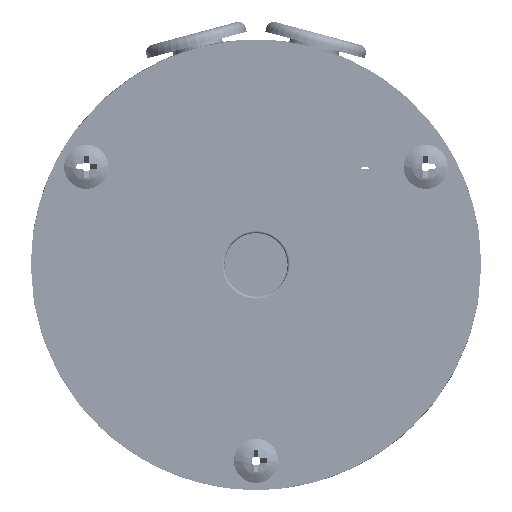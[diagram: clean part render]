
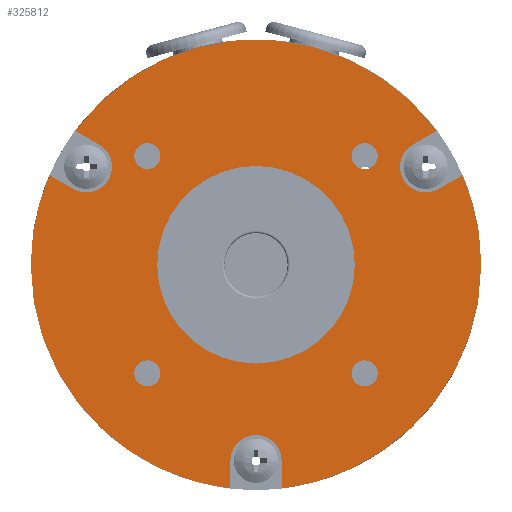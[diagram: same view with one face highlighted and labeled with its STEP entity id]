
A CAD part, left-side view. The second image highlights one B-rep face of the part: STEP entity #325812.
In plain terms, the highlighted planar face has unit normal (-1, 0, 0).
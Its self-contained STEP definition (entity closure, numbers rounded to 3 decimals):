
#324775=CARTESIAN_POINT('',(-90.6,0.,0.));
#324776=DIRECTION('',(1.,0.,0.));
#324777=DIRECTION('',(0.,1.,0.));
#324778=AXIS2_PLACEMENT_3D('',#324775,#324776,#324777);
#324788=CARTESIAN_POINT('',(-90.6,0.,0.));
#324789=DIRECTION('',(-1.,0.,0.));
#324790=DIRECTION('',(0.,1.,0.));
#324791=AXIS2_PLACEMENT_3D('',#324788,#324789,#324790);
#324859=DIRECTION('',(0.,-0.866,0.5));
#324860=VECTOR('',#324859,3.514);
#324861=CARTESIAN_POINT('',(-90.6,-23.102,9.585));
#324862=LINE('',#324861,#324860);
#324863=CARTESIAN_POINT('',(-90.6,0.,0.));
#324864=DIRECTION('',(1.,0.,0.));
#324865=DIRECTION('',(0.,-0.917,0.398));
#324866=AXIS2_PLACEMENT_3D('',#324863,#324864,#324865);
#324868=CARTESIAN_POINT('',(-90.6,0.,0.));
#324869=DIRECTION('',(-1.,0.,0.));
#324870=DIRECTION('',(0.,-0.114,-0.993));
#324871=AXIS2_PLACEMENT_3D('',#324868,#324869,#324870);
#324873=DIRECTION('',(0.,0.,1.));
#324874=VECTOR('',#324873,3.514);
#324875=CARTESIAN_POINT('',(-90.6,-3.25,-28.314));
#324876=LINE('',#324875,#324874);
#324877=CARTESIAN_POINT('',(-90.6,0.,-24.8));
#324878=DIRECTION('',(-1.,0.,0.));
#324879=DIRECTION('',(0.,-1.,0.));
#324880=AXIS2_PLACEMENT_3D('',#324877,#324878,#324879);
#324882=DIRECTION('',(0.,0.,-1.));
#324883=VECTOR('',#324882,3.514);
#324884=CARTESIAN_POINT('',(-90.6,3.25,-24.8));
#324885=LINE('',#324884,#324883);
#324886=CARTESIAN_POINT('',(-90.6,0.,0.));
#324887=DIRECTION('',(-1.,0.,0.));
#324888=DIRECTION('',(0.,1.,0.));
#324889=AXIS2_PLACEMENT_3D('',#324886,#324887,#324888);
#324891=CARTESIAN_POINT('',(-90.6,0.,0.));
#324892=DIRECTION('',(1.,0.,0.));
#324893=DIRECTION('',(0.,1.,0.));
#324894=AXIS2_PLACEMENT_3D('',#324891,#324892,#324893);
#324896=DIRECTION('',(0.,-0.866,-0.5));
#324897=VECTOR('',#324896,3.514);
#324898=CARTESIAN_POINT('',(-90.6,26.146,11.342));
#324899=LINE('',#324898,#324897);
#324900=CARTESIAN_POINT('',(-90.6,21.477,12.4));
#324901=DIRECTION('',(-1.,0.,0.));
#324902=DIRECTION('',(0.,0.5,-0.866));
#324903=AXIS2_PLACEMENT_3D('',#324900,#324901,#324902);
#324905=DIRECTION('',(0.,0.866,0.5));
#324906=VECTOR('',#324905,3.514);
#324907=CARTESIAN_POINT('',(-90.6,19.852,15.215));
#324908=LINE('',#324907,#324906);
#324909=CARTESIAN_POINT('',(-90.6,0.,0.));
#324910=DIRECTION('',(1.,0.,0.));
#324911=DIRECTION('',(0.,0.803,0.595));
#324912=AXIS2_PLACEMENT_3D('',#324909,#324910,#324911);
#324914=DIRECTION('',(0.,0.866,-0.5));
#324915=VECTOR('',#324914,3.514);
#324916=CARTESIAN_POINT('',(-90.6,-22.896,16.972));
#324917=LINE('',#324916,#324915);
#324918=CARTESIAN_POINT('',(-90.6,-21.477,12.4));
#324919=DIRECTION('',(-1.,0.,0.));
#324920=DIRECTION('',(0.,0.5,0.866));
#324921=AXIS2_PLACEMENT_3D('',#324918,#324919,#324920);
#324923=CARTESIAN_POINT('',(-90.6,13.746,-13.746));
#324924=DIRECTION('',(-1.,0.,0.));
#324925=DIRECTION('',(0.,1.,0.));
#324926=AXIS2_PLACEMENT_3D('',#324923,#324924,#324925);
#324928=CARTESIAN_POINT('',(-90.6,13.746,-13.746));
#324929=DIRECTION('',(-1.,0.,0.));
#324930=DIRECTION('',(0.,-1.,0.));
#324931=AXIS2_PLACEMENT_3D('',#324928,#324929,#324930);
#324933=CARTESIAN_POINT('',(-90.6,13.746,13.746));
#324934=DIRECTION('',(-1.,0.,0.));
#324935=DIRECTION('',(0.,0.,1.));
#324936=AXIS2_PLACEMENT_3D('',#324933,#324934,#324935);
#324938=CARTESIAN_POINT('',(-90.6,13.746,13.746));
#324939=DIRECTION('',(-1.,0.,0.));
#324940=DIRECTION('',(0.,0.,-1.));
#324941=AXIS2_PLACEMENT_3D('',#324938,#324939,#324940);
#324943=CARTESIAN_POINT('',(-90.6,-13.746,13.746));
#324944=DIRECTION('',(-1.,0.,0.));
#324945=DIRECTION('',(0.,-1.,0.));
#324946=AXIS2_PLACEMENT_3D('',#324943,#324944,#324945);
#324948=CARTESIAN_POINT('',(-90.6,-13.746,13.746));
#324949=DIRECTION('',(-1.,0.,0.));
#324950=DIRECTION('',(0.,1.,0.));
#324951=AXIS2_PLACEMENT_3D('',#324948,#324949,#324950);
#324953=CARTESIAN_POINT('',(-90.6,-13.746,-13.746));
#324954=DIRECTION('',(-1.,0.,0.));
#324955=DIRECTION('',(0.,0.,-1.));
#324956=AXIS2_PLACEMENT_3D('',#324953,#324954,#324955);
#324958=CARTESIAN_POINT('',(-90.6,-13.746,-13.746));
#324959=DIRECTION('',(-1.,0.,0.));
#324960=DIRECTION('',(0.,0.,1.));
#324961=AXIS2_PLACEMENT_3D('',#324958,#324959,#324960);
#325423=CARTESIAN_POINT('',(-90.6,12.5,0.));
#325425=VERTEX_POINT('',#325423);
#325428=CARTESIAN_POINT('',(-90.6,28.5,0.));
#325430=VERTEX_POINT('',#325428);
#325431=CARTESIAN_POINT('',(-90.6,-12.5,0.));
#325433=VERTEX_POINT('',#325431);
#325436=CARTESIAN_POINT('',(-90.6,-28.5,0.));
#325438=VERTEX_POINT('',#325436);
#325483=CARTESIAN_POINT('',(-90.6,3.25,-24.8));
#325484=CARTESIAN_POINT('',(-90.6,3.25,-28.314));
#325485=VERTEX_POINT('',#325483);
#325486=VERTEX_POINT('',#325484);
#325487=CARTESIAN_POINT('',(-90.6,-3.25,-28.314));
#325488=CARTESIAN_POINT('',(-90.6,-3.25,-24.8));
#325489=VERTEX_POINT('',#325487);
#325490=VERTEX_POINT('',#325488);
#325527=CARTESIAN_POINT('',(-90.6,19.852,15.215));
#325528=VERTEX_POINT('',#325527);
#325529=CARTESIAN_POINT('',(-90.6,23.102,9.585));
#325530=VERTEX_POINT('',#325529);
#325547=CARTESIAN_POINT('',(-90.6,-23.102,9.585));
#325548=VERTEX_POINT('',#325547);
#325549=CARTESIAN_POINT('',(-90.6,-19.852,15.215));
#325550=VERTEX_POINT('',#325549);
#325559=CARTESIAN_POINT('',(-90.6,22.896,16.972));
#325560=VERTEX_POINT('',#325559);
#325561=CARTESIAN_POINT('',(-90.6,26.146,11.342));
#325562=VERTEX_POINT('',#325561);
#325579=CARTESIAN_POINT('',(-90.6,-26.146,11.342));
#325580=VERTEX_POINT('',#325579);
#325581=CARTESIAN_POINT('',(-90.6,-22.896,16.972));
#325582=VERTEX_POINT('',#325581);
#325599=CARTESIAN_POINT('',(-90.6,15.396,-13.746));
#325600=CARTESIAN_POINT('',(-90.6,12.096,-13.746));
#325601=VERTEX_POINT('',#325599);
#325602=VERTEX_POINT('',#325600);
#325607=CARTESIAN_POINT('',(-90.6,13.746,15.396));
#325608=CARTESIAN_POINT('',(-90.6,13.746,12.096));
#325609=VERTEX_POINT('',#325607);
#325610=VERTEX_POINT('',#325608);
#325615=CARTESIAN_POINT('',(-90.6,-15.396,13.746));
#325616=CARTESIAN_POINT('',(-90.6,-12.096,13.746));
#325617=VERTEX_POINT('',#325615);
#325618=VERTEX_POINT('',#325616);
#325623=CARTESIAN_POINT('',(-90.6,-13.746,-15.396));
#325624=CARTESIAN_POINT('',(-90.6,-13.746,-12.096));
#325625=VERTEX_POINT('',#325623);
#325626=VERTEX_POINT('',#325624);
#325749=CARTESIAN_POINT('',(-90.6,0.,0.));
#325750=DIRECTION('',(1.,0.,0.));
#325751=DIRECTION('',(0.,-1.,0.));
#325752=AXIS2_PLACEMENT_3D('',#325749,#325750,#325751);
#325753=PLANE('',#325752);
#325755=ORIENTED_EDGE('',*,*,#325754,.T.);
#325757=ORIENTED_EDGE('',*,*,#325756,.T.);
#325759=ORIENTED_EDGE('',*,*,#325758,.F.);
#325761=ORIENTED_EDGE('',*,*,#325760,.T.);
#325763=ORIENTED_EDGE('',*,*,#325762,.T.);
#325765=ORIENTED_EDGE('',*,*,#325764,.T.);
#325767=ORIENTED_EDGE('',*,*,#325766,.F.);
#325769=ORIENTED_EDGE('',*,*,#325768,.T.);
#325771=ORIENTED_EDGE('',*,*,#325770,.T.);
#325773=ORIENTED_EDGE('',*,*,#325772,.T.);
#325775=ORIENTED_EDGE('',*,*,#325774,.T.);
#325777=ORIENTED_EDGE('',*,*,#325776,.T.);
#325779=ORIENTED_EDGE('',*,*,#325778,.T.);
#325781=ORIENTED_EDGE('',*,*,#325780,.T.);
#325782=EDGE_LOOP('',(#325755,#325757,#325759,#325761,#325763,#325765,#325767,
#325769,#325771,#325773,#325775,#325777,#325779,#325781));
#325783=FACE_OUTER_BOUND('',#325782,.F.);
#325784=ORIENTED_EDGE('',*,*,#325656,.T.);
#325785=ORIENTED_EDGE('',*,*,#325638,.F.);
#325786=EDGE_LOOP('',(#325784,#325785));
#325787=FACE_BOUND('',#325786,.F.);
#325789=ORIENTED_EDGE('',*,*,#325788,.T.);
#325791=ORIENTED_EDGE('',*,*,#325790,.T.);
#325792=EDGE_LOOP('',(#325789,#325791));
#325793=FACE_BOUND('',#325792,.F.);
#325795=ORIENTED_EDGE('',*,*,#325794,.T.);
#325797=ORIENTED_EDGE('',*,*,#325796,.T.);
#325798=EDGE_LOOP('',(#325795,#325797));
#325799=FACE_BOUND('',#325798,.F.);
#325801=ORIENTED_EDGE('',*,*,#325800,.T.);
#325803=ORIENTED_EDGE('',*,*,#325802,.T.);
#325804=EDGE_LOOP('',(#325801,#325803));
#325805=FACE_BOUND('',#325804,.F.);
#325807=ORIENTED_EDGE('',*,*,#325806,.T.);
#325809=ORIENTED_EDGE('',*,*,#325808,.T.);
#325810=EDGE_LOOP('',(#325807,#325809));
#325811=FACE_BOUND('',#325810,.F.);
#325812=ADVANCED_FACE('',(#325783,#325787,#325793,#325799,#325805,#325811),
#325753,.F.);
#324779=CIRCLE('',#324778,12.5);
#324792=CIRCLE('',#324791,12.5);
#324867=CIRCLE('',#324866,28.5);
#324872=CIRCLE('',#324871,28.5);
#324881=CIRCLE('',#324880,3.25);
#324890=CIRCLE('',#324889,28.5);
#324895=CIRCLE('',#324894,28.5);
#324904=CIRCLE('',#324903,3.25);
#324913=CIRCLE('',#324912,28.5);
#324922=CIRCLE('',#324921,3.25);
#324927=CIRCLE('',#324926,1.65);
#324932=CIRCLE('',#324931,1.65);
#324937=CIRCLE('',#324936,1.65);
#324942=CIRCLE('',#324941,1.65);
#324947=CIRCLE('',#324946,1.65);
#324952=CIRCLE('',#324951,1.65);
#324957=CIRCLE('',#324956,1.65);
#324962=CIRCLE('',#324961,1.65);
#325638=EDGE_CURVE('',#325425,#325433,#324779,.T.);
#325656=EDGE_CURVE('',#325425,#325433,#324792,.T.);
#325754=EDGE_CURVE('',#325548,#325580,#324862,.T.);
#325756=EDGE_CURVE('',#325580,#325438,#324867,.T.);
#325758=EDGE_CURVE('',#325489,#325438,#324872,.T.);
#325760=EDGE_CURVE('',#325489,#325490,#324876,.T.);
#325762=EDGE_CURVE('',#325490,#325485,#324881,.T.);
#325764=EDGE_CURVE('',#325485,#325486,#324885,.T.);
#325766=EDGE_CURVE('',#325430,#325486,#324890,.T.);
#325768=EDGE_CURVE('',#325430,#325562,#324895,.T.);
#325770=EDGE_CURVE('',#325562,#325530,#324899,.T.);
#325772=EDGE_CURVE('',#325530,#325528,#324904,.T.);
#325774=EDGE_CURVE('',#325528,#325560,#324908,.T.);
#325776=EDGE_CURVE('',#325560,#325582,#324913,.T.);
#325778=EDGE_CURVE('',#325582,#325550,#324917,.T.);
#325780=EDGE_CURVE('',#325550,#325548,#324922,.T.);
#325788=EDGE_CURVE('',#325601,#325602,#324927,.T.);
#325790=EDGE_CURVE('',#325602,#325601,#324932,.T.);
#325794=EDGE_CURVE('',#325609,#325610,#324937,.T.);
#325796=EDGE_CURVE('',#325610,#325609,#324942,.T.);
#325800=EDGE_CURVE('',#325617,#325618,#324947,.T.);
#325802=EDGE_CURVE('',#325618,#325617,#324952,.T.);
#325806=EDGE_CURVE('',#325625,#325626,#324957,.T.);
#325808=EDGE_CURVE('',#325626,#325625,#324962,.T.);
